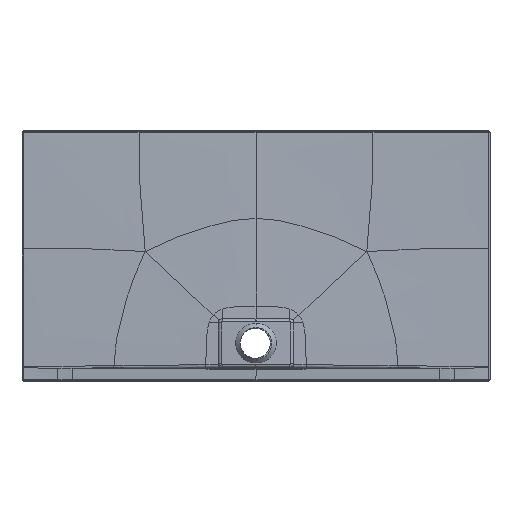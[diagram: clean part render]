
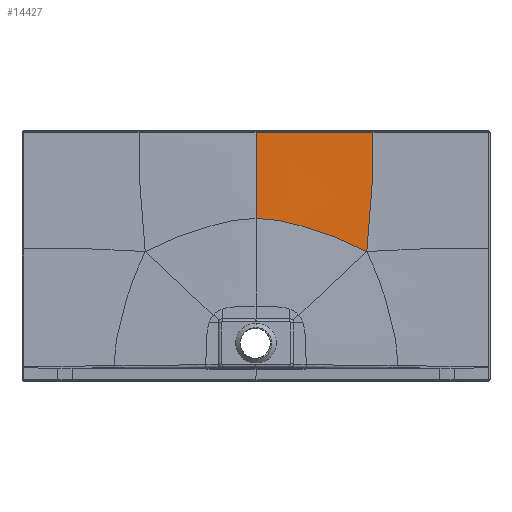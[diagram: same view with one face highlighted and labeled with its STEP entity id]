
A CAD part, front view. The second image highlights one B-rep face of the part: STEP entity #14427.
In plain terms, the highlighted free-form (B-spline) face has degree [3, 3] with [8, 10] control points.
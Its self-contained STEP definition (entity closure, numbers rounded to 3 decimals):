
#3669=CARTESIAN_POINT('',(349.996,-3.053,744.979));
#3692=CARTESIAN_POINT('',(0.002,-3.124,
744.951));
#3693=CARTESIAN_POINT('',(10.802,-3.124,744.951));
#3694=CARTESIAN_POINT('',(33.809,-3.123,744.952));
#3695=CARTESIAN_POINT('',(72.112,-3.119,744.953));
#3696=CARTESIAN_POINT('',(115.51,-3.112,744.956));
#3697=CARTESIAN_POINT('',(164.53,-3.102,744.96));
#3698=CARTESIAN_POINT('',(219.81,-3.088,744.965));
#3699=CARTESIAN_POINT('',(281.089,-3.071,744.972));
#3700=CARTESIAN_POINT('',(326.319,-3.059,744.976));
#3701=CARTESIAN_POINT('',(349.996,-3.053,744.979));
#3703=CARTESIAN_POINT('',(349.996,-3.053,744.979));
#3704=CARTESIAN_POINT('',(349.956,-3.308,720.992));
#3705=CARTESIAN_POINT('',(349.24,-3.929,670.586));
#3706=CARTESIAN_POINT('',(347.609,-4.9,602.172));
#3707=CARTESIAN_POINT('',(345.449,-5.794,540.416));
#3708=CARTESIAN_POINT('',(342.868,-6.514,491.247));
#3709=CARTESIAN_POINT('',(339.287,-7.156,448.476));
#3710=CARTESIAN_POINT('',(335.196,-7.698,414.01));
#3711=CARTESIAN_POINT('',(332.71,-7.977,396.871));
#3712=CARTESIAN_POINT('',(331.354,-8.119,388.367));
#3714=DIRECTION('',(0.,-0.024,-1.));
#3715=VECTOR('',#3714,257.455);
#3716=CARTESIAN_POINT('',(0.002,-3.124,
744.951));
#3717=LINE('',#3716,#3715);
#3767=CARTESIAN_POINT('',(0.,-9.399,
487.573));
#3768=CARTESIAN_POINT('',(23.472,-9.399,487.573));
#3769=CARTESIAN_POINT('',(72.927,-9.307,482.004));
#3770=CARTESIAN_POINT('',(153.294,-9.009,461.265));
#3771=CARTESIAN_POINT('',(224.838,-8.716,437.004));
#3772=CARTESIAN_POINT('',(284.913,-8.418,411.965));
#3773=CARTESIAN_POINT('',(315.791,-8.228,396.766));
#3774=CARTESIAN_POINT('',(331.354,-8.119,388.367));
#3823=CARTESIAN_POINT('',(331.354,-8.119,388.367));
#4543=VERTEX_POINT('',#3823);
#4656=VERTEX_POINT('',#3669);
#4678=CARTESIAN_POINT('',(0.,-9.399,
487.573));
#4680=VERTEX_POINT('',#4678);
#4681=CARTESIAN_POINT('',(0.002,-3.124,
744.951));
#4682=VERTEX_POINT('',#4681);
#14337=CARTESIAN_POINT('',(-3.576,-3.04,
748.402));
#14338=CARTESIAN_POINT('',(-3.575,-3.56,
727.084));
#14339=CARTESIAN_POINT('',(-3.516,-4.613,
683.89));
#14340=CARTESIAN_POINT('',(-3.331,-5.932,
629.757));
#14341=CARTESIAN_POINT('',(-3.159,-6.999,
586.005));
#14342=CARTESIAN_POINT('',(-3.035,-7.799,
553.19));
#14343=CARTESIAN_POINT('',(-2.95,-8.466,
525.844));
#14344=CARTESIAN_POINT('',(-2.897,-9.017,
503.213));
#14345=CARTESIAN_POINT('',(-2.877,-9.302,
491.52));
#14346=CARTESIAN_POINT('',(-2.869,-9.454,
485.297));
#14347=CARTESIAN_POINT('',(26.782,-3.04,
748.402));
#14348=CARTESIAN_POINT('',(26.772,-3.56,
727.09));
#14349=CARTESIAN_POINT('',(26.328,-4.615,
683.912));
#14350=CARTESIAN_POINT('',(24.935,-5.936,
629.815));
#14351=CARTESIAN_POINT('',(23.634,-7.003,
586.107));
#14352=CARTESIAN_POINT('',(22.695,-7.804,
553.333));
#14353=CARTESIAN_POINT('',(22.048,-8.47,
526.027));
#14354=CARTESIAN_POINT('',(21.646,-9.022,
503.429));
#14355=CARTESIAN_POINT('',(21.493,-9.306,
491.753));
#14356=CARTESIAN_POINT('',(21.428,-9.458,
485.538));
#14357=CARTESIAN_POINT('',(86.307,-3.039,
748.388));
#14358=CARTESIAN_POINT('',(86.275,-3.541,
726.933));
#14359=CARTESIAN_POINT('',(84.912,-4.56,
683.4));
#14360=CARTESIAN_POINT('',(80.823,-5.845,
628.474));
#14361=CARTESIAN_POINT('',(77.213,-6.896,
583.731));
#14362=CARTESIAN_POINT('',(74.736,-7.692,
550.003));
#14363=CARTESIAN_POINT('',(73.146,-8.363,
521.791));
#14364=CARTESIAN_POINT('',(72.232,-8.922,
498.43));
#14365=CARTESIAN_POINT('',(71.912,-9.212,
486.368));
#14366=CARTESIAN_POINT('',(71.783,-9.367,
479.954));
#14367=CARTESIAN_POINT('',(174.998,-3.033,
748.34));
#14368=CARTESIAN_POINT('',(174.946,-3.466,
726.409));
#14369=CARTESIAN_POINT('',(172.709,-4.357,
681.688));
#14370=CARTESIAN_POINT('',(166.318,-5.528,
623.812));
#14371=CARTESIAN_POINT('',(160.963,-6.53,
575.194));
#14372=CARTESIAN_POINT('',(157.43,-7.317,
537.792));
#14373=CARTESIAN_POINT('',(155.236,-8.005,
505.997));
#14374=CARTESIAN_POINT('',(153.941,-8.593,
479.539));
#14375=CARTESIAN_POINT('',(153.438,-8.903,
465.875));
#14376=CARTESIAN_POINT('',(153.209,-9.07,
458.629));
#14377=CARTESIAN_POINT('',(247.915,-3.028,
748.274));
#14378=CARTESIAN_POINT('',(247.865,-3.388,
725.645));
#14379=CARTESIAN_POINT('',(245.717,-4.16,
679.308));
#14380=CARTESIAN_POINT('',(239.758,-5.239,
617.911));
#14381=CARTESIAN_POINT('',(234.688,-6.204,
564.847));
#14382=CARTESIAN_POINT('',(231.13,-6.982,
523.282));
#14383=CARTESIAN_POINT('',(228.483,-7.679,
487.476));
#14384=CARTESIAN_POINT('',(226.359,-8.284,
457.593));
#14385=CARTESIAN_POINT('',(225.241,-8.606,
442.193));
#14386=CARTESIAN_POINT('',(224.61,-8.779,
434.037));
#14387=CARTESIAN_POINT('',(307.209,-3.023,
748.178));
#14388=CARTESIAN_POINT('',(307.176,-3.326,
724.444));
#14389=CARTESIAN_POINT('',(305.707,-4.012,
675.722));
#14390=CARTESIAN_POINT('',(301.817,-5.036,
610.216));
#14391=CARTESIAN_POINT('',(298.155,-5.967,
552.566));
#14392=CARTESIAN_POINT('',(295.062,-6.721,
506.911));
#14393=CARTESIAN_POINT('',(291.906,-7.399,
467.302));
#14394=CARTESIAN_POINT('',(288.64,-7.99,
434.26));
#14395=CARTESIAN_POINT('',(286.639,-8.305,
417.251));
#14396=CARTESIAN_POINT('',(285.487,-8.475,
408.291));
#14397=CARTESIAN_POINT('',(337.336,-3.021,
748.108));
#14398=CARTESIAN_POINT('',(337.316,-3.295,
723.543));
#14399=CARTESIAN_POINT('',(336.362,-3.942,
673.061));
#14400=CARTESIAN_POINT('',(334.004,-4.941,
604.835));
#14401=CARTESIAN_POINT('',(331.38,-5.848,
544.383));
#14402=CARTESIAN_POINT('',(328.643,-6.579,
496.313));
#14403=CARTESIAN_POINT('',(325.199,-7.235,
454.528));
#14404=CARTESIAN_POINT('',(321.242,-7.805,
419.668));
#14405=CARTESIAN_POINT('',(318.775,-8.11,
401.787));
#14406=CARTESIAN_POINT('',(317.293,-8.275,
392.319));
#14407=CARTESIAN_POINT('',(352.879,-3.02,
748.065));
#14408=CARTESIAN_POINT('',(352.866,-3.28,
722.983));
#14409=CARTESIAN_POINT('',(352.201,-3.906,
671.413));
#14410=CARTESIAN_POINT('',(350.702,-4.891,
601.573));
#14411=CARTESIAN_POINT('',(348.647,-5.782,
539.522));
#14412=CARTESIAN_POINT('',(346.101,-6.499,
490.105));
#14413=CARTESIAN_POINT('',(342.489,-7.139,
447.112));
#14414=CARTESIAN_POINT('',(338.194,-7.696,
411.277));
#14415=CARTESIAN_POINT('',(335.454,-7.995,
392.866));
#14416=CARTESIAN_POINT('',(333.853,-8.156,
383.169));
#14417=B_SPLINE_SURFACE_WITH_KNOTS('',3,3,((#14337,#14338,#14339,#14340,#14341,
#14342,#14343,#14344,#14345,#14346),(#14347,#14348,#14349,#14350,#14351,#14352,
#14353,#14354,#14355,#14356),(#14357,#14358,#14359,#14360,#14361,#14362,#14363,
#14364,#14365,#14366),(#14367,#14368,#14369,#14370,#14371,#14372,#14373,#14374,
#14375,#14376),(#14377,#14378,#14379,#14380,#14381,#14382,#14383,#14384,#14385,
#14386),(#14387,#14388,#14389,#14390,#14391,#14392,#14393,#14394,#14395,#14396),
(#14397,#14398,#14399,#14400,#14401,#14402,#14403,#14404,#14405,#14406),(#14407,
#14408,#14409,#14410,#14411,#14412,#14413,#14414,#14415,#14416)),.UNSPECIFIED.,
.F.,.F.,.F.,(4,1,1,1,1,4),(4,1,1,1,1,1,1,4),(-0.005,0.125,0.25,
0.375,0.438,0.504),(0.003,0.125,0.25,0.313,
0.375,0.438,0.469,0.504),.UNSPECIFIED.);
#14419=ORIENTED_EDGE('',*,*,#14418,.F.);
#14421=ORIENTED_EDGE('',*,*,#14420,.T.);
#14422=ORIENTED_EDGE('',*,*,#14328,.T.);
#14424=ORIENTED_EDGE('',*,*,#14423,.F.);
#14425=EDGE_LOOP('',(#14419,#14421,#14422,#14424));
#14426=FACE_OUTER_BOUND('',#14425,.F.);
#14427=ADVANCED_FACE('',(#14426),#14417,.F.);
#3702=B_SPLINE_CURVE_WITH_KNOTS('',3,(#3692,#3693,#3694,#3695,#3696,#3697,#3698,
#3699,#3700,#3701),.UNSPECIFIED.,.F.,.F.,(4,1,1,1,1,1,1,4),(0.,
0.143,0.286,0.429,0.571,
0.714,0.857,1.),.UNSPECIFIED.);
#3713=B_SPLINE_CURVE_WITH_KNOTS('',3,(#3703,#3704,#3705,#3706,#3707,#3708,#3709,
#3710,#3711,#3712),.UNSPECIFIED.,.F.,.F.,(4,1,1,1,1,1,1,4),(0.,
0.237,0.492,0.619,0.746,
0.873,0.936,1.),.UNSPECIFIED.);
#3775=B_SPLINE_CURVE_WITH_KNOTS('',3,(#3767,#3768,#3769,#3770,#3771,#3772,#3773,
#3774),.UNSPECIFIED.,.F.,.F.,(4,1,1,1,1,4),(0.,0.25,0.5,0.75,0.875,
1.),.UNSPECIFIED.);
#14328=EDGE_CURVE('',#4656,#4543,#3713,.T.);
#14418=EDGE_CURVE('',#4682,#4680,#3717,.T.);
#14420=EDGE_CURVE('',#4682,#4656,#3702,.T.);
#14423=EDGE_CURVE('',#4680,#4543,#3775,.T.);
